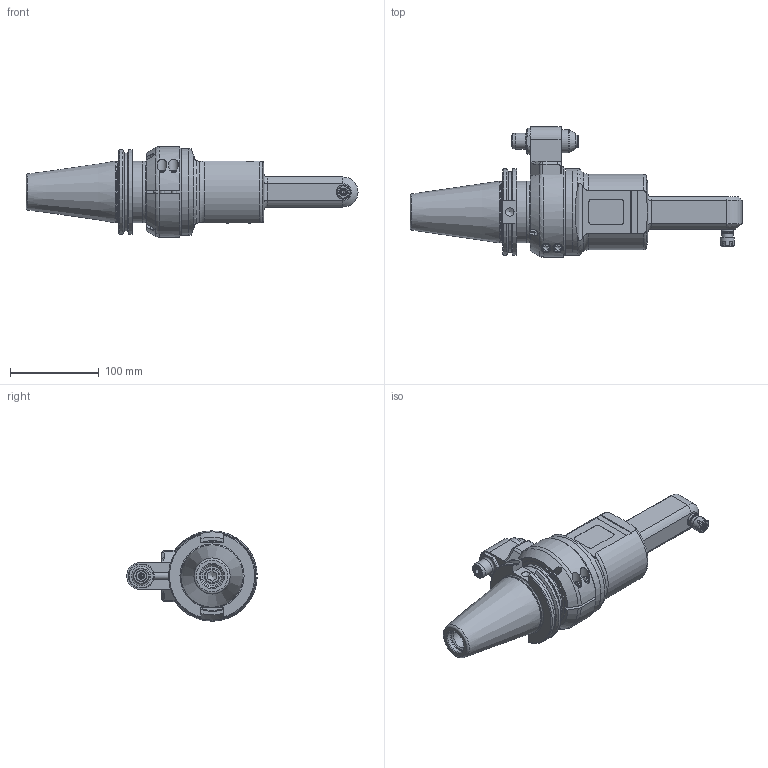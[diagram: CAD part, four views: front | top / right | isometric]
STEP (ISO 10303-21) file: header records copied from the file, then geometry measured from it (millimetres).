
FILE_DESCRIPTION(/* description */ ('9.FS9.06L00-4C50-601E'),/* implementation_level */ '2;1');
FILE_NAME(/* name */ '9.FS9.06L00-4C50-601E.stp',/* time_stamp */ '2021-08-18T15:04:54-04:00',/* author */ ('dalloco'),/* organization */ (''),/* preprocessor_version */ 'ST-DEVELOPER v16.13',/* originating_system */ 'Autodesk Inventor 2018',/* authorisation */ '');
FILE_SCHEMA (('AUTOMOTIVE_DESIGN { 1 0 10303 214 3 1 1 }'));
Products named in the file (3): 9.FS9.06L00-4C50-601E; 9_GA1_458_2; 9_FS9_06L00
Assembly tree (2 placements, depth 2):
  9.FS9.06L00-4C50-601E
    9_GA1_458_2
    9_FS9_06L00
Bounding box: 375 x 147.23 x 101.99 mm (x, y, z)
Volume: 1377120.5 mm3; surface area: 180301.2 mm2
Topology: 5 solids, 5 shells, 592 faces, 1468 edges, 944 vertices
Faces by surface type: plane 272, cylinder 161, cone 113, torus 36, bspline 6, sphere 4
Full cylindrical faces by diameter (mm): 2.5 x3, 2.6 x6, 3 x2, 4.2 x1, 5 x3, 6 x7, 6.5 x1, 6.7 x2, 7 x1, 7.5 x1, 8 x2, 8.5 x17, 9 x1, 9.525 x1, 10 x8, 10.2 x4, 10.25 x1, 10.4 x2, 10.5 x1, 11 x2, 11.6 x1, 12 x2, 12.25 x1, 12.5 x1, 13 x2, 13.5 x1, 14 x1, 15 x1, 16 x1, 18 x2
Entity records: 57444 total; most frequent: CARTESIAN_POINT 44672, DIRECTION 2646, ORIENTED_EDGE 2396, EDGE_CURVE 1197, AXIS2_PLACEMENT_3D 1052, VERTEX_POINT 856, EDGE_LOOP 841, FACE_OUTER_BOUND 592
